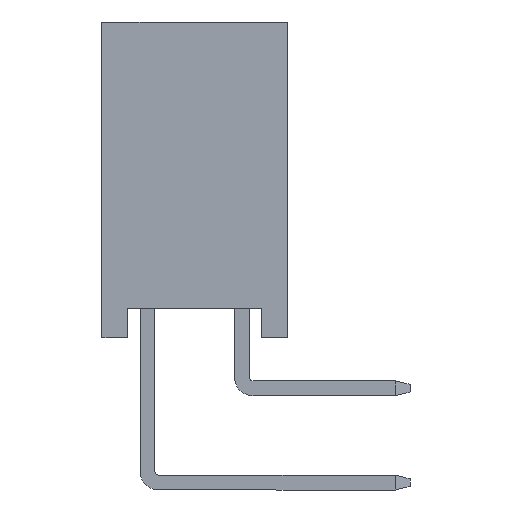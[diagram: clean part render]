
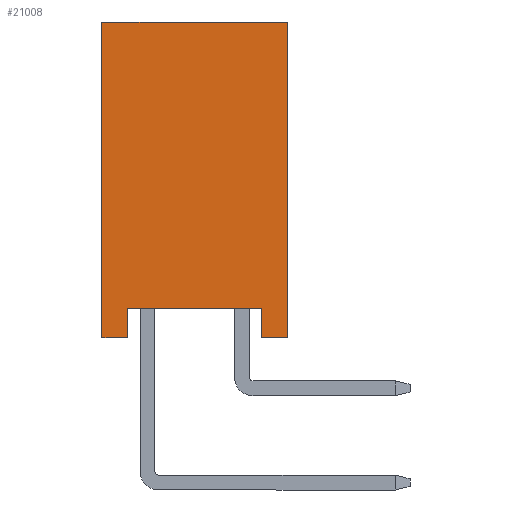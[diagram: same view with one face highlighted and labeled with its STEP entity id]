
A CAD part, left-side view. The second image highlights one B-rep face of the part: STEP entity #21008.
In plain terms, the highlighted planar face has unit normal (-1, 0, 0).
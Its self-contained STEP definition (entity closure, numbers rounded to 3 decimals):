
#2376=ORIENTED_EDGE('',*,*,#8004,.F.);
#2377=ORIENTED_EDGE('',*,*,#8005,.T.);
#2378=ORIENTED_EDGE('',*,*,#6743,.T.);
#2379=ORIENTED_EDGE('',*,*,#8006,.T.);
#2380=ORIENTED_EDGE('',*,*,#8007,.F.);
#2381=ORIENTED_EDGE('',*,*,#8008,.T.);
#2382=ORIENTED_EDGE('',*,*,#6461,.T.);
#2383=ORIENTED_EDGE('',*,*,#8009,.F.);
#6461=EDGE_CURVE('',#9468,#9466,#11383,.T.);
#6743=EDGE_CURVE('',#9742,#9745,#11665,.T.);
#8004=EDGE_CURVE('',#10626,#10627,#12926,.T.);
#8005=EDGE_CURVE('',#10626,#9742,#12927,.T.);
#8006=EDGE_CURVE('',#9745,#10628,#12928,.T.);
#8007=EDGE_CURVE('',#10629,#10628,#12929,.T.);
#8008=EDGE_CURVE('',#10629,#9468,#12930,.T.);
#8009=EDGE_CURVE('',#10627,#9466,#12931,.T.);
#9466=VERTEX_POINT('',#28646);
#9468=VERTEX_POINT('',#28649);
#9742=VERTEX_POINT('',#29207);
#9745=VERTEX_POINT('',#29212);
#10626=VERTEX_POINT('',#31608);
#10627=VERTEX_POINT('',#31609);
#10628=VERTEX_POINT('',#31612);
#10629=VERTEX_POINT('',#31614);
#11383=LINE('',#28648,#14365);
#11665=LINE('',#29213,#14647);
#12926=LINE('',#31607,#15908);
#12927=LINE('',#31610,#15909);
#12928=LINE('',#31611,#15910);
#12929=LINE('',#31613,#15911);
#12930=LINE('',#31615,#15912);
#12931=LINE('',#31616,#15913);
#14365=VECTOR('',#23190,1000.);
#14647=VECTOR('',#23482,1000.);
#15908=VECTOR('',#25249,1000.);
#15909=VECTOR('',#25250,1000.);
#15910=VECTOR('',#25251,1000.);
#15911=VECTOR('',#25252,1000.);
#15912=VECTOR('',#25253,1000.);
#15913=VECTOR('',#25254,1000.);
#17604=EDGE_LOOP('',(#2376,#2377,#2378,#2379,#2380,#2381,#2382,#2383));
#18828=FACE_BOUND('',#17604,.T.);
#19924=PLANE('',#22142);
#21008=ADVANCED_FACE('',(#18828),#19924,.T.);
#22142=AXIS2_PLACEMENT_3D('',#31606,#25247,#25248);
#23190=DIRECTION('',(0.,1.,0.));
#23482=DIRECTION('',(0.,-1.,0.));
#25247=DIRECTION('',(-1.,0.,0.));
#25248=DIRECTION('',(0.,0.,1.));
#25249=DIRECTION('',(0.,1.,0.));
#25250=DIRECTION('',(0.,0.,1.));
#25251=DIRECTION('',(0.,0.,-1.));
#25252=DIRECTION('',(0.,1.,0.));
#25253=DIRECTION('',(0.,0.,1.));
#25254=DIRECTION('',(0.,0.,1.));
#28646=CARTESIAN_POINT('',(-40.89,2.5,4.25));
#28648=CARTESIAN_POINT('',(-40.89,-2.5,4.25));
#28649=CARTESIAN_POINT('',(-40.89,-2.5,4.25));
#29207=CARTESIAN_POINT('',(-40.89,1.8,-3.45));
#29212=CARTESIAN_POINT('',(-40.89,-1.8,-3.45));
#29213=CARTESIAN_POINT('',(-40.89,-2.5,-3.45));
#31606=CARTESIAN_POINT('',(-40.89,-2.5,-4.25));
#31607=CARTESIAN_POINT('',(-40.89,-2.5,-4.25));
#31608=CARTESIAN_POINT('',(-40.89,1.8,-4.25));
#31609=CARTESIAN_POINT('',(-40.89,2.5,-4.25));
#31610=CARTESIAN_POINT('',(-40.89,1.8,-4.25));
#31611=CARTESIAN_POINT('',(-40.89,-1.8,-4.25));
#31612=CARTESIAN_POINT('',(-40.89,-1.8,-4.25));
#31613=CARTESIAN_POINT('',(-40.89,-2.5,-4.25));
#31614=CARTESIAN_POINT('',(-40.89,-2.5,-4.25));
#31615=CARTESIAN_POINT('',(-40.89,-2.5,-4.25));
#31616=CARTESIAN_POINT('',(-40.89,2.5,-4.25));
